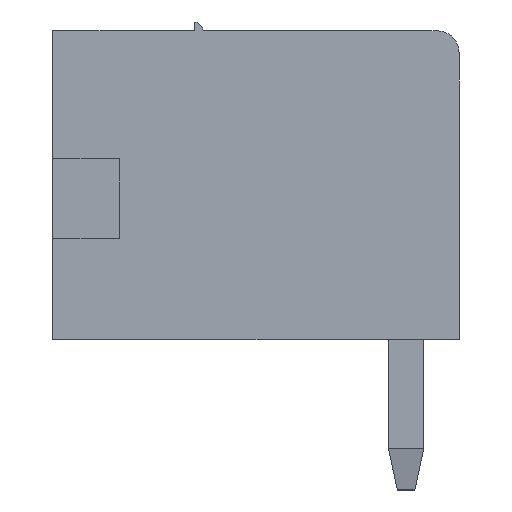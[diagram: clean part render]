
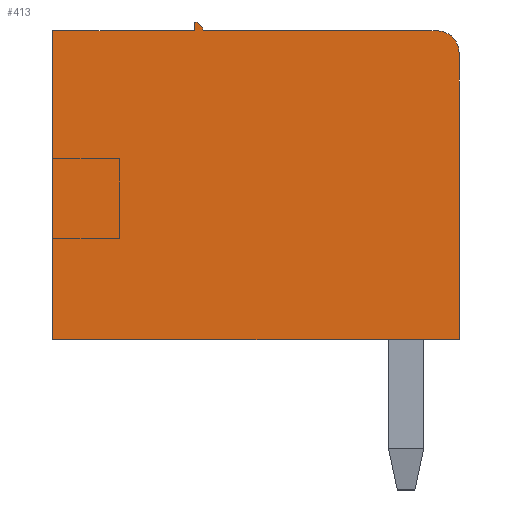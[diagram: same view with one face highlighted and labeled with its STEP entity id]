
A CAD part, left-side view. The second image highlights one B-rep face of the part: STEP entity #413.
In plain terms, the highlighted planar face has unit normal (-1, 0, 0).
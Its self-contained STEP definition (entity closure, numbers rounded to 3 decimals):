
#240 = LINE ( 'NONE', #28657, #26478 ) ;
#413 = ADVANCED_FACE ( 'NONE', ( #12447 ), #23584, .F. ) ;
#957 = LINE ( 'NONE', #28863, #49109 ) ;
#1885 = AXIS2_PLACEMENT_3D ( 'NONE', #24899, #32238, #35924 ) ;
#2745 = CARTESIAN_POINT ( 'NONE',  ( 0., 0., 0. ) ) ;
#3201 = DIRECTION ( 'NONE',  ( 0., 0., -1. ) ) ;
#3236 = EDGE_CURVE ( 'NONE', #14382, #40338, #240, .T. ) ;
#4658 = VERTEX_POINT ( 'NONE', #32740 ) ;
#6819 = CIRCLE ( 'NONE', #50392, 0.2 ) ;
#7000 = EDGE_CURVE ( 'NONE', #34464, #40338, #26923, .T. ) ;
#9050 = DIRECTION ( 'NONE',  ( 0., 0., 1. ) ) ;
#9323 = VECTOR ( 'NONE', #3201, 1000. ) ;
#9654 = CARTESIAN_POINT ( 'NONE',  ( 0., 0.5, 7. ) ) ;
#10725 = EDGE_CURVE ( 'NONE', #4658, #30572, #34629, .T. ) ;
#10772 = EDGE_CURVE ( 'NONE', #25485, #30572, #44499, .T. ) ;
#11539 = CARTESIAN_POINT ( 'NONE',  ( 0., 9.2, 7. ) ) ;
#11919 = CARTESIAN_POINT ( 'NONE',  ( 0., 9.2, 7. ) ) ;
#11933 = EDGE_CURVE ( 'NONE', #43899, #4658, #35584, .T. ) ;
#12447 = FACE_OUTER_BOUND ( 'NONE', #16819, .T. ) ;
#13407 = CARTESIAN_POINT ( 'NONE',  ( 0., 9.2, 0. ) ) ;
#14382 = VERTEX_POINT ( 'NONE', #46476 ) ;
#14518 = ORIENTED_EDGE ( 'NONE', *, *, #3236, .F. ) ;
#16819 = EDGE_LOOP ( 'NONE', ( #41450, #19325, #27399, #32589, #31838, #14518, #34289, #36106 ) ) ;
#18148 = CARTESIAN_POINT ( 'NONE',  ( 0., 6., 7.2 ) ) ;
#18764 = EDGE_CURVE ( 'NONE', #25485, #34464, #6819, .T. ) ;
#19325 = ORIENTED_EDGE ( 'NONE', *, *, #10725, .T. ) ;
#19604 = DIRECTION ( 'NONE',  ( 0., -1., 0. ) ) ;
#21111 = EDGE_CURVE ( 'NONE', #41803, #43899, #957, .T. ) ;
#22222 = EDGE_CURVE ( 'NONE', #41803, #14382, #31606, .T. ) ;
#22780 = VECTOR ( 'NONE', #27910, 1000. ) ;
#23584 = PLANE ( 'NONE',  #35496 ) ;
#24549 = VECTOR ( 'NONE', #19604, 1000. ) ;
#24899 = CARTESIAN_POINT ( 'NONE',  ( 0., 0.5, 6.5 ) ) ;
#25188 = CARTESIAN_POINT ( 'NONE',  ( 0., 6., 7. ) ) ;
#25485 = VERTEX_POINT ( 'NONE', #34228 ) ;
#26422 = DIRECTION ( 'NONE',  ( -1., 0., 0. ) ) ;
#26478 = VECTOR ( 'NONE', #33153, 1000. ) ;
#26923 = LINE ( 'NONE', #48548, #9323 ) ;
#27399 = ORIENTED_EDGE ( 'NONE', *, *, #10772, .F. ) ;
#27910 = DIRECTION ( 'NONE',  ( 0., 0., 1. ) ) ;
#28657 = CARTESIAN_POINT ( 'NONE',  ( 0., 9.2, 7. ) ) ;
#28800 = VECTOR ( 'NONE', #47862, 1000. ) ;
#28863 = CARTESIAN_POINT ( 'NONE',  ( 0., 9.2, 0. ) ) ;
#30572 = VERTEX_POINT ( 'NONE', #9654 ) ;
#31606 = LINE ( 'NONE', #11539, #22780 ) ;
#31838 = ORIENTED_EDGE ( 'NONE', *, *, #7000, .T. ) ;
#32238 = DIRECTION ( 'NONE',  ( -1., 0., 0. ) ) ;
#32589 = ORIENTED_EDGE ( 'NONE', *, *, #18764, .T. ) ;
#32740 = CARTESIAN_POINT ( 'NONE',  ( 0., 0., 6.5 ) ) ;
#32818 = DIRECTION ( 'NONE',  ( 0., -1., 0. ) ) ;
#33153 = DIRECTION ( 'NONE',  ( 0., -1., 0. ) ) ;
#34228 = CARTESIAN_POINT ( 'NONE',  ( 0., 5.8, 7. ) ) ;
#34289 = ORIENTED_EDGE ( 'NONE', *, *, #22222, .F. ) ;
#34464 = VERTEX_POINT ( 'NONE', #18148 ) ;
#34629 = CIRCLE ( 'NONE', #1885, 0.5 ) ;
#35398 = CARTESIAN_POINT ( 'NONE',  ( 0., 9.2, 7. ) ) ;
#35496 = AXIS2_PLACEMENT_3D ( 'NONE', #35398, #44498, #51609 ) ;
#35584 = LINE ( 'NONE', #51809, #28800 ) ;
#35924 = DIRECTION ( 'NONE',  ( 0., 0., -1. ) ) ;
#36106 = ORIENTED_EDGE ( 'NONE', *, *, #21111, .T. ) ;
#40338 = VERTEX_POINT ( 'NONE', #41813 ) ;
#41450 = ORIENTED_EDGE ( 'NONE', *, *, #11933, .T. ) ;
#41803 = VERTEX_POINT ( 'NONE', #13407 ) ;
#41813 = CARTESIAN_POINT ( 'NONE',  ( 0., 6., 7. ) ) ;
#43899 = VERTEX_POINT ( 'NONE', #2745 ) ;
#44498 = DIRECTION ( 'NONE',  ( 1., 0., 0. ) ) ;
#44499 = LINE ( 'NONE', #11919, #24549 ) ;
#46476 = CARTESIAN_POINT ( 'NONE',  ( 0., 9.2, 7. ) ) ;
#47862 = DIRECTION ( 'NONE',  ( 0., 0., 1. ) ) ;
#48548 = CARTESIAN_POINT ( 'NONE',  ( 0., 6., 7. ) ) ;
#49109 = VECTOR ( 'NONE', #32818, 1000. ) ;
#50392 = AXIS2_PLACEMENT_3D ( 'NONE', #25188, #26422, #9050 ) ;
#51609 = DIRECTION ( 'NONE',  ( 0., 0., -1. ) ) ;
#51809 = CARTESIAN_POINT ( 'NONE',  ( 0., 0., 7. ) ) ;
